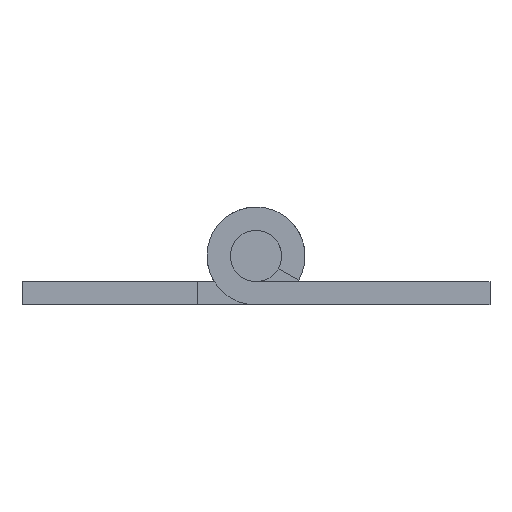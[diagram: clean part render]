
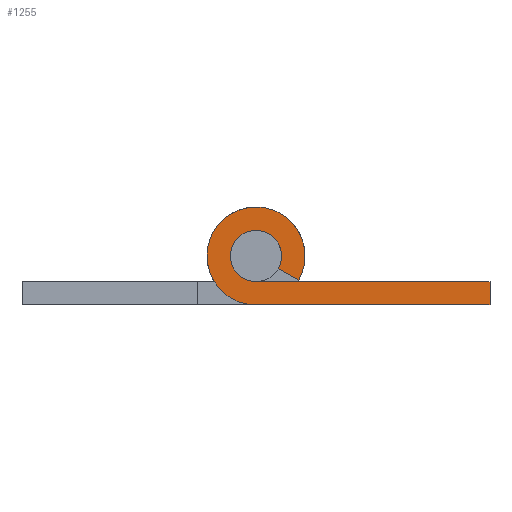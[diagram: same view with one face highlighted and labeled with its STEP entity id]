
A CAD part, front view. The second image highlights one B-rep face of the part: STEP entity #1255.
In plain terms, the highlighted planar face has unit normal (0, -1, 0).
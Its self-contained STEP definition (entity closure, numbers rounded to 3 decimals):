
#197 = ORIENTED_EDGE ( 'NONE', *, *, #1636, .T. ) ;
#245 = CARTESIAN_POINT ( 'NONE',  ( 0., -12.8, -3.35 ) ) ;
#490 = CARTESIAN_POINT ( 'NONE',  ( 1.523, -12.8, -0.862 ) ) ;
#607 = DIRECTION ( 'NONE',  ( 0., 0., -1. ) ) ;
#677 = CARTESIAN_POINT ( 'NONE',  ( 1.523, -12.8, -0.862 ) ) ;
#705 = AXIS2_PLACEMENT_3D ( 'NONE', #846, #1142, #1960 ) ;
#767 = VERTEX_POINT ( 'NONE', #490 ) ;
#771 = LINE ( 'NONE', #677, #1169 ) ;
#846 = CARTESIAN_POINT ( 'NONE',  ( 0., -12.8, 0. ) ) ;
#849 = CARTESIAN_POINT ( 'NONE',  ( 0., -12.8, 0. ) ) ;
#974 = VERTEX_POINT ( 'NONE', #1104 ) ;
#1017 = CARTESIAN_POINT ( 'NONE',  ( 0., -12.8, -3.35 ) ) ;
#1059 = ORIENTED_EDGE ( 'NONE', *, *, #2905, .T. ) ;
#1104 = CARTESIAN_POINT ( 'NONE',  ( 16., -12.8, -1.75 ) ) ;
#1109 = FACE_OUTER_BOUND ( 'NONE', #3092, .T. ) ;
#1128 = LINE ( 'NONE', #1467, #3312 ) ;
#1142 = DIRECTION ( 'NONE',  ( 0., -1., 0. ) ) ;
#1159 = VERTEX_POINT ( 'NONE', #2660 ) ;
#1169 = VECTOR ( 'NONE', #2942, 1000. ) ;
#1173 = VECTOR ( 'NONE', #2275, 1000. ) ;
#1195 = LINE ( 'NONE', #245, #3370 ) ;
#1214 = AXIS2_PLACEMENT_3D ( 'NONE', #849, #1462, #607 ) ;
#1255 = ADVANCED_FACE ( 'NONE', ( #1109 ), #2404, .T. ) ;
#1462 = DIRECTION ( 'NONE',  ( 0., 1., 0. ) ) ;
#1467 = CARTESIAN_POINT ( 'NONE',  ( 16., -12.8, -1.75 ) ) ;
#1636 = EDGE_CURVE ( 'NONE', #3052, #1816, #2788, .T. ) ;
#1649 = EDGE_CURVE ( 'NONE', #1816, #1159, #1195, .T. ) ;
#1718 = ORIENTED_EDGE ( 'NONE', *, *, #3008, .T. ) ;
#1729 = AXIS2_PLACEMENT_3D ( 'NONE', #3282, #2785, #3245 ) ;
#1761 = DIRECTION ( 'NONE',  ( -1., 0., 0. ) ) ;
#1816 = VERTEX_POINT ( 'NONE', #1017 ) ;
#1925 = LINE ( 'NONE', #2494, #1173 ) ;
#1944 = DIRECTION ( 'NONE',  ( 1., 0., 0. ) ) ;
#1960 = DIRECTION ( 'NONE',  ( 0., 0., -1. ) ) ;
#1991 = EDGE_CURVE ( 'NONE', #1159, #974, #1925, .T. ) ;
#2250 = EDGE_CURVE ( 'NONE', #2351, #767, #3311, .T. ) ;
#2275 = DIRECTION ( 'NONE',  ( 0., 0., 1. ) ) ;
#2351 = VERTEX_POINT ( 'NONE', #3634 ) ;
#2404 = PLANE ( 'NONE',  #1729 ) ;
#2494 = CARTESIAN_POINT ( 'NONE',  ( 16., -12.8, -3.35 ) ) ;
#2551 = ORIENTED_EDGE ( 'NONE', *, *, #1991, .T. ) ;
#2660 = CARTESIAN_POINT ( 'NONE',  ( 16., -12.8, -3.35 ) ) ;
#2785 = DIRECTION ( 'NONE',  ( 0., -1., 0. ) ) ;
#2788 = CIRCLE ( 'NONE', #705, 3.35 ) ;
#2905 = EDGE_CURVE ( 'NONE', #974, #2351, #1128, .T. ) ;
#2942 = DIRECTION ( 'NONE',  ( 0.87, 0., -0.493 ) ) ;
#3008 = EDGE_CURVE ( 'NONE', #767, #3052, #771, .T. ) ;
#3052 = VERTEX_POINT ( 'NONE', #3530 ) ;
#3092 = EDGE_LOOP ( 'NONE', ( #2551, #1059, #3235, #1718, #197, #3138 ) ) ;
#3138 = ORIENTED_EDGE ( 'NONE', *, *, #1649, .T. ) ;
#3235 = ORIENTED_EDGE ( 'NONE', *, *, #2250, .T. ) ;
#3245 = DIRECTION ( 'NONE',  ( 0., 0., -1. ) ) ;
#3282 = CARTESIAN_POINT ( 'NONE',  ( 0., -12.8, 0. ) ) ;
#3311 = CIRCLE ( 'NONE', #1214, 1.75 ) ;
#3312 = VECTOR ( 'NONE', #1761, 1000. ) ;
#3370 = VECTOR ( 'NONE', #1944, 1000. ) ;
#3530 = CARTESIAN_POINT ( 'NONE',  ( 2.915, -12.8, -1.65 ) ) ;
#3634 = CARTESIAN_POINT ( 'NONE',  ( 0., -12.8, -1.75 ) ) ;
